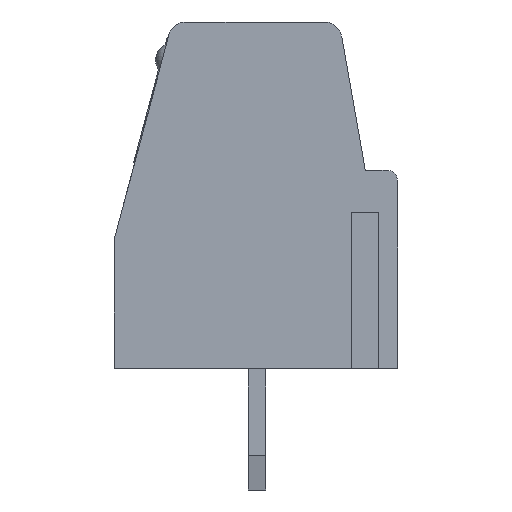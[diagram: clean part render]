
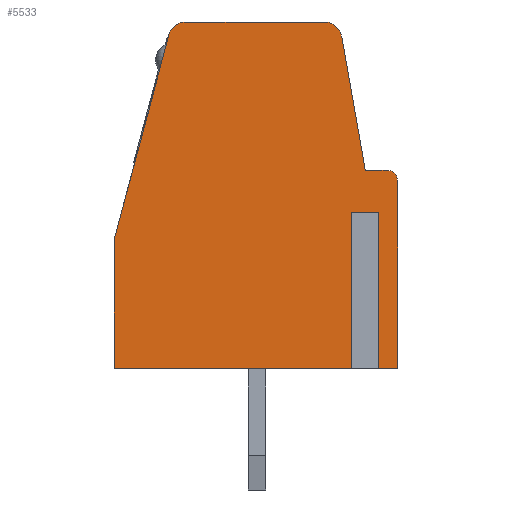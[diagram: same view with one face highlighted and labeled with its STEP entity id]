
A CAD part, left-side view. The second image highlights one B-rep face of the part: STEP entity #5533.
In plain terms, the highlighted planar face has unit normal (-1, 0, 0).
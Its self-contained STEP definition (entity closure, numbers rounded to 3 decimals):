
#5533=ADVANCED_FACE('',(#10980),#10981,.F.);
#10980=FACE_OUTER_BOUND('',#17433,.T.);
#10981=PLANE('',#17434);
#17433=EDGE_LOOP('',(#30701,#30702,#30703,#30704,#30705,#30706,#30707,#30708,#30709,#30710,#30711,#30712,#30713,#30714));
#17434=AXIS2_PLACEMENT_3D('',#30715,#30716,#30717);
#30701=ORIENTED_EDGE('',*,*,#35365,.F.);
#30702=ORIENTED_EDGE('',*,*,#35366,.F.);
#30703=ORIENTED_EDGE('',*,*,#35367,.F.);
#30704=ORIENTED_EDGE('',*,*,#35368,.F.);
#30705=ORIENTED_EDGE('',*,*,#35213,.F.);
#30706=ORIENTED_EDGE('',*,*,#35210,.F.);
#30707=ORIENTED_EDGE('',*,*,#35222,.T.);
#30708=ORIENTED_EDGE('',*,*,#35225,.F.);
#30709=ORIENTED_EDGE('',*,*,#35228,.T.);
#30710=ORIENTED_EDGE('',*,*,#35231,.T.);
#30711=ORIENTED_EDGE('',*,*,#35236,.T.);
#30712=ORIENTED_EDGE('',*,*,#35255,.T.);
#30713=ORIENTED_EDGE('',*,*,#35369,.T.);
#30714=ORIENTED_EDGE('',*,*,#35370,.F.);
#30715=CARTESIAN_POINT('',(0.,4.239,3.926));
#30716=DIRECTION('',(1.0,0.0,0.0));
#30717=DIRECTION('',(0.0,1.0,0.0));
#35210=EDGE_CURVE('',#41580,#41578,#41582,.T.);
#35213=EDGE_CURVE('',#41578,#41584,#41586,.T.);
#35222=EDGE_CURVE('',#41580,#41599,#41601,.T.);
#35225=EDGE_CURVE('',#41603,#41599,#41605,.T.);
#35228=EDGE_CURVE('',#41603,#41607,#41609,.T.);
#35231=EDGE_CURVE('',#41607,#41611,#41613,.T.);
#35236=EDGE_CURVE('',#41611,#41617,#41619,.T.);
#35255=EDGE_CURVE('',#41617,#41643,#41645,.T.);
#35365=EDGE_CURVE('',#41803,#41804,#41805,.T.);
#35366=EDGE_CURVE('',#41806,#41803,#41807,.T.);
#35367=EDGE_CURVE('',#41808,#41806,#41809,.T.);
#35368=EDGE_CURVE('',#41584,#41808,#41810,.T.);
#35369=EDGE_CURVE('',#41643,#41811,#41812,.T.);
#35370=EDGE_CURVE('',#41804,#41811,#41813,.T.);
#41578=VERTEX_POINT('',#51121);
#41580=VERTEX_POINT('',#51124);
#41582=CIRCLE('',#51127,0.3);
#41584=VERTEX_POINT('',#51129);
#41586=LINE('',#51132,#51133);
#41599=VERTEX_POINT('',#51152);
#41601=LINE('',#51155,#51156);
#41603=VERTEX_POINT('',#51158);
#41605=LINE('',#51161,#51162);
#41607=VERTEX_POINT('',#51164);
#41609=CIRCLE('',#51167,0.5);
#41611=VERTEX_POINT('',#51169);
#41613=LINE('',#51172,#51173);
#41617=VERTEX_POINT('',#51177);
#41619=CIRCLE('',#51180,0.5);
#41643=VERTEX_POINT('',#51211);
#41645=LINE('',#51214,#51215);
#41803=VERTEX_POINT('',#51446);
#41804=VERTEX_POINT('',#51447);
#41805=LINE('',#51448,#51449);
#41806=VERTEX_POINT('',#51450);
#41807=LINE('',#51451,#51452);
#41808=VERTEX_POINT('',#51453);
#41809=LINE('',#51454,#51455);
#41810=LINE('',#51456,#51457);
#41811=VERTEX_POINT('',#51458);
#41812=LINE('',#51459,#51460);
#41813=LINE('',#51461,#51462);
#51121=CARTESIAN_POINT('',(0.,0.,5.4));
#51124=CARTESIAN_POINT('',(0.,0.3,5.7));
#51127=AXIS2_PLACEMENT_3D('',#55143,#55144,#55145);
#51129=CARTESIAN_POINT('',(0.,0.,0.0));
#51132=CARTESIAN_POINT('',(0.,0.,3.926));
#51133=VECTOR('',#55147,1.0);
#51152=CARTESIAN_POINT('',(0.,0.928,5.7));
#51155=CARTESIAN_POINT('',(0.,0.,5.7));
#51156=VECTOR('',#55155,1.0);
#51158=CARTESIAN_POINT('',(0.,1.608,9.557));
#51161=CARTESIAN_POINT('',(0.,1.681,9.97));
#51162=VECTOR('',#55157,1.0);
#51164=CARTESIAN_POINT('',(0.,2.1,9.97));
#51167=AXIS2_PLACEMENT_3D('',#55159,#55160,#55161);
#51169=CARTESIAN_POINT('',(0.,6.097,9.97));
#51172=CARTESIAN_POINT('',(0.,1.625,9.97));
#51173=VECTOR('',#55163,1.0);
#51177=CARTESIAN_POINT('',(0.,6.58,9.599));
#51180=AXIS2_PLACEMENT_3D('',#55171,#55172,#55173);
#51211=CARTESIAN_POINT('',(0.,8.15,3.74));
#51214=CARTESIAN_POINT('',(0.,8.1,3.926));
#51215=VECTOR('',#55197,1.0);
#51446=CARTESIAN_POINT('',(0.,1.137,4.5));
#51447=CARTESIAN_POINT('',(0.,1.137,0.0));
#51448=CARTESIAN_POINT('',(0.,1.137,3.926));
#51449=VECTOR('',#55289,1.0);
#51450=CARTESIAN_POINT('',(0.,0.723,4.5));
#51451=CARTESIAN_POINT('',(0.,4.239,4.5));
#51452=VECTOR('',#55290,1.0);
#51453=CARTESIAN_POINT('',(0.,0.723,0.0));
#51454=CARTESIAN_POINT('',(0.,0.723,3.926));
#51455=VECTOR('',#55291,1.0);
#51456=CARTESIAN_POINT('',(0.,0.,0.0));
#51457=VECTOR('',#55292,1.0);
#51458=CARTESIAN_POINT('',(0.,8.15,0.0));
#51459=CARTESIAN_POINT('',(0.,8.15,3.926));
#51460=VECTOR('',#55293,1.0);
#51461=CARTESIAN_POINT('',(0.,0.,0.0));
#51462=VECTOR('',#55294,1.0);
#55143=CARTESIAN_POINT('',(0.,0.3,5.4));
#55144=DIRECTION('',(1.0,0.0,0.0));
#55145=DIRECTION('',(0.0,1.0,0.0));
#55147=DIRECTION('',(0.0,0.0,-1.0));
#55155=DIRECTION('',(0.0,1.0,0.0));
#55157=DIRECTION('',(0.0,-0.174,-0.985));
#55159=CARTESIAN_POINT('',(0.,2.1,9.47));
#55160=DIRECTION('',(-1.0,0.0,0.0));
#55161=DIRECTION('',(0.0,-1.0,0.0));
#55163=DIRECTION('',(0.0,1.0,0.0));
#55171=CARTESIAN_POINT('',(0.,6.097,9.47));
#55172=DIRECTION('',(-1.0,0.0,0.0));
#55173=DIRECTION('',(0.0,-1.0,0.0));
#55197=DIRECTION('',(0.0,0.259,-0.966));
#55289=DIRECTION('',(0.0,0.0,-1.0));
#55290=DIRECTION('',(0.0,1.0,0.0));
#55291=DIRECTION('',(0.0,0.0,1.0));
#55292=DIRECTION('',(0.0,1.0,0.0));
#55293=DIRECTION('',(0.0,0.0,-1.0));
#55294=DIRECTION('',(0.0,1.0,0.0));
